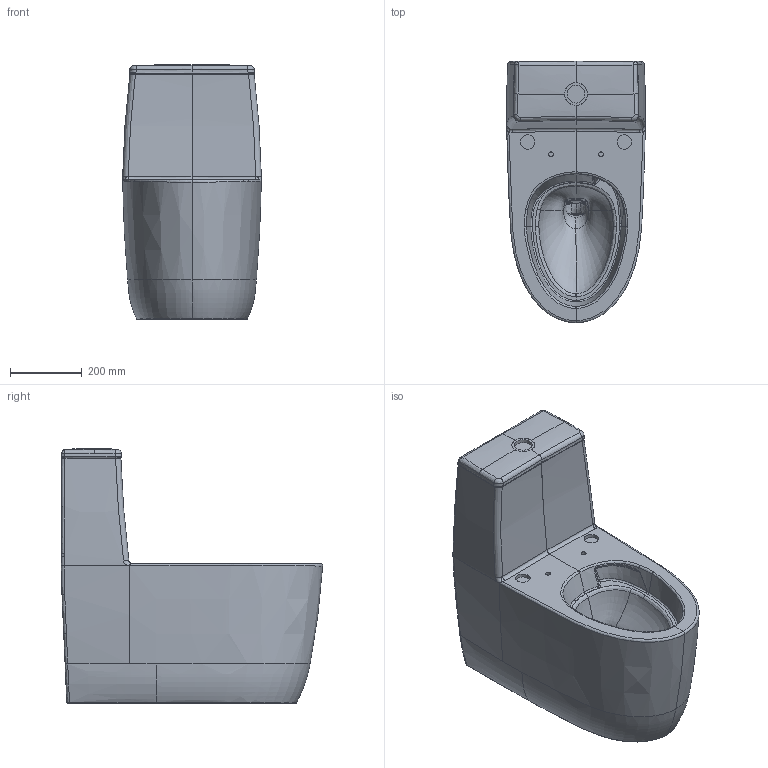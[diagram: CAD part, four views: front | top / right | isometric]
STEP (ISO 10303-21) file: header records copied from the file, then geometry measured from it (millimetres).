
FILE_DESCRIPTION(/* description */ (''),/* implementation_level */ '2;1');
FILE_NAME(/* name */ '466920_vereinfachte_3D-Kommunikations-Daten.stp',/* time_stamp */ '2023-11-24T07:31:40+01:00',/* author */ (''),/* organization */ (''),/* preprocessor_version */ 'ST-DEVELOPER v18.1',/* originating_system */ 'SIEMENS PLM Software NX 1973',/* authorisation */ '');
FILE_SCHEMA (('AUTOMOTIVE_DESIGN { 1 0 10303 214 3 1 1 1 }'));
Products named in the file (1): Muel3E389D59m60g
Bounding box: 387.77 x 729.83 x 711.43 mm (x, y, z)
Volume: 101595686.2 mm3; surface area: 1612937.3 mm2
Topology: 1 solids, 1 shells, 277 faces, 2237 edges, 3440 vertices
Faces by surface type: bspline 237, plane 18, cylinder 17, sphere 2, extrusion 2, torus 1
Full cylindrical faces by diameter (mm): 14 x2, 40 x2, 50 x1
Entity records: 83062 total; most frequent: CARTESIAN_POINT 66254, DIRECTION 1825, ORIENTED_EDGE 1498, VECTOR 1479, STYLED_ITEM 1478, PRESENTATION_STYLE_ASSIGNMENT 1478, CURVE_STYLE 1477, DRAUGHTING_PRE_DEFINED_CURVE_FONT 1477
